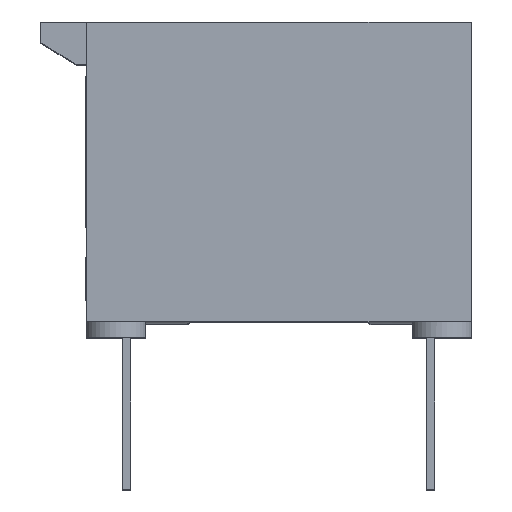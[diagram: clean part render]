
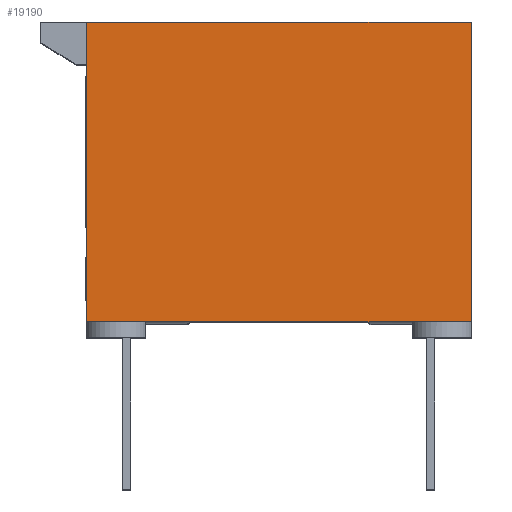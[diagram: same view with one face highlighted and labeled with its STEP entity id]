
A CAD part, top view. The second image highlights one B-rep face of the part: STEP entity #19190.
In plain terms, the highlighted planar face has unit normal (0, 0, 1).
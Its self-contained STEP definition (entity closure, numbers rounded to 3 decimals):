
#207 = ORIENTED_EDGE ( 'NONE', *, *, #14267, .T. ) ;
#840 = VECTOR ( 'NONE', #6554, 1000. ) ;
#1418 = CARTESIAN_POINT ( 'NONE',  ( 4.763, 7.518, 0. ) ) ;
#1980 = AXIS2_PLACEMENT_3D ( 'NONE', #10412, #16426, #17702 ) ;
#2231 = LINE ( 'NONE', #8222, #16884 ) ;
#2414 = CARTESIAN_POINT ( 'NONE',  ( -4.407, 0., 0. ) ) ;
#3834 = EDGE_CURVE ( 'NONE', #11590, #5499, #12838, .T. ) ;
#3940 = EDGE_CURVE ( 'NONE', #10855, #11590, #16176, .T. ) ;
#4446 = FACE_OUTER_BOUND ( 'NONE', #8603, .T. ) ;
#4762 = VERTEX_POINT ( 'NONE', #16963 ) ;
#5187 = DIRECTION ( 'NONE',  ( 0., -1., 0. ) ) ;
#5276 = LINE ( 'NONE', #2414, #840 ) ;
#5499 = VERTEX_POINT ( 'NONE', #18265 ) ;
#5861 = DIRECTION ( 'NONE',  ( -1., 0., 0. ) ) ;
#6014 = PLANE ( 'NONE',  #1980 ) ;
#6459 = VECTOR ( 'NONE', #5861, 1000. ) ;
#6484 = CARTESIAN_POINT ( 'NONE',  ( 4.763, 7.518, 0. ) ) ;
#6554 = DIRECTION ( 'NONE',  ( 1., 0., 0. ) ) ;
#8222 = CARTESIAN_POINT ( 'NONE',  ( 4.763, 0., 0. ) ) ;
#8603 = EDGE_LOOP ( 'NONE', ( #15112, #10396, #15381, #207 ) ) ;
#9594 = CARTESIAN_POINT ( 'NONE',  ( -4.89, 7.518, 0. ) ) ;
#10396 = ORIENTED_EDGE ( 'NONE', *, *, #3834, .T. ) ;
#10412 = CARTESIAN_POINT ( 'NONE',  ( -4.889, 0., 0. ) ) ;
#10855 = VERTEX_POINT ( 'NONE', #6484 ) ;
#11590 = VERTEX_POINT ( 'NONE', #9594 ) ;
#12838 = LINE ( 'NONE', #18640, #18056 ) ;
#14214 = DIRECTION ( 'NONE',  ( 0., 1., 0. ) ) ;
#14267 = EDGE_CURVE ( 'NONE', #4762, #10855, #2231, .T. ) ;
#15112 = ORIENTED_EDGE ( 'NONE', *, *, #3940, .T. ) ;
#15381 = ORIENTED_EDGE ( 'NONE', *, *, #18943, .T. ) ;
#16176 = LINE ( 'NONE', #1418, #6459 ) ;
#16426 = DIRECTION ( 'NONE',  ( 0., 0., -1. ) ) ;
#16884 = VECTOR ( 'NONE', #14214, 1000. ) ;
#16963 = CARTESIAN_POINT ( 'NONE',  ( 4.763, 0., 0. ) ) ;
#17702 = DIRECTION ( 'NONE',  ( -1., 0., 0. ) ) ;
#18056 = VECTOR ( 'NONE', #5187, 1000. ) ;
#18265 = CARTESIAN_POINT ( 'NONE',  ( -4.889, 0., 0. ) ) ;
#18640 = CARTESIAN_POINT ( 'NONE',  ( -4.889, 0., 0. ) ) ;
#18943 = EDGE_CURVE ( 'NONE', #5499, #4762, #5276, .T. ) ;
#19190 = ADVANCED_FACE ( 'NONE', ( #4446 ), #6014, .F. ) ;
